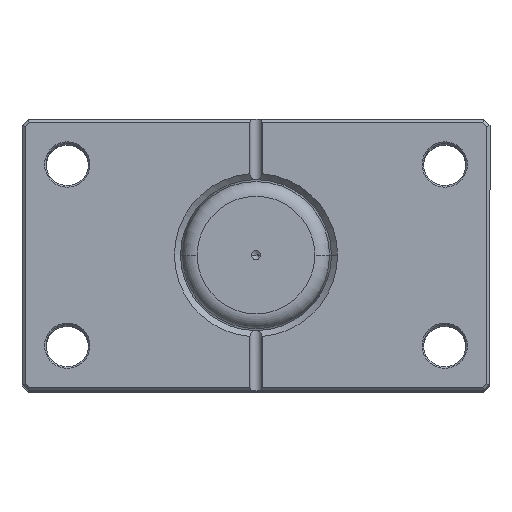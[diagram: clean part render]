
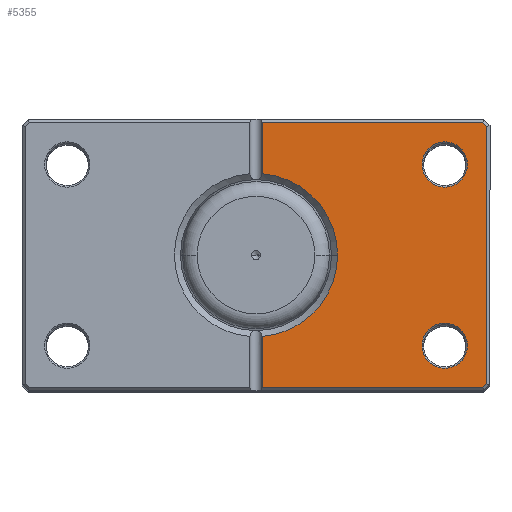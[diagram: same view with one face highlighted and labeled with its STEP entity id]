
A CAD part, top view. The second image highlights one B-rep face of the part: STEP entity #5355.
In plain terms, the highlighted face is planar.
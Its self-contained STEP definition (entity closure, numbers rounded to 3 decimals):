
#12 = AXIS2_PLACEMENT_3D ( 'NONE', #5425, #5448, #5470 ) ;
#29 = AXIS2_PLACEMENT_3D ( 'NONE', #5478, #799, #4061 ) ;
#107 = CARTESIAN_POINT ( 'NONE',  ( -62.5, 30., 0. ) ) ;
#110 = CARTESIAN_POINT ( 'NONE',  ( -62.5, -30., 0. ) ) ;
#127 = VECTOR ( 'NONE', #4461, 1000. ) ;
#169 = CARTESIAN_POINT ( 'NONE',  ( -70., 30., 0. ) ) ;
#210 = EDGE_CURVE ( 'NONE', #3079, #2816, #5137, .T. ) ;
#225 = CARTESIAN_POINT ( 'NONE',  ( -2., 45., 0. ) ) ;
#237 = CARTESIAN_POINT ( 'NONE',  ( -59.543, 59.543, 0. ) ) ;
#315 = DIRECTION ( 'NONE',  ( 0., 0., 1. ) ) ;
#489 = AXIS2_PLACEMENT_3D ( 'NONE', #107, #3374, #592 ) ;
#544 = EDGE_LOOP ( 'NONE', ( #4838, #5711, #5936, #905, #5219, #2944, #3955, #4176, #3190 ) ) ;
#578 = EDGE_CURVE ( 'NONE', #5761, #3588, #4916, .T. ) ;
#592 = DIRECTION ( 'NONE',  ( 1., 0., 0. ) ) ;
#594 = DIRECTION ( 'NONE',  ( 1., 0., 0. ) ) ;
#638 = CIRCLE ( 'NONE', #489, 7.5 ) ;
#688 = EDGE_CURVE ( 'NONE', #778, #2125, #1976, .T. ) ;
#699 = DIRECTION ( 'NONE',  ( 0., -1., 0. ) ) ;
#713 = CARTESIAN_POINT ( 'NONE',  ( -2., -44., 0. ) ) ;
#742 = CARTESIAN_POINT ( 'NONE',  ( -59.543, -59.543, 0. ) ) ;
#778 = VERTEX_POINT ( 'NONE', #2705 ) ;
#799 = DIRECTION ( 'NONE',  ( 0., 0., 1. ) ) ;
#823 = DIRECTION ( 'NONE',  ( 0., 0., 1. ) ) ;
#838 = DIRECTION ( 'NONE',  ( 1., 0., 0. ) ) ;
#905 = ORIENTED_EDGE ( 'NONE', *, *, #4139, .T. ) ;
#944 = EDGE_CURVE ( 'NONE', #1121, #1432, #2192, .T. ) ;
#991 = VERTEX_POINT ( 'NONE', #2162 ) ;
#1007 = VECTOR ( 'NONE', #4557, 1000. ) ;
#1103 = DIRECTION ( 'NONE',  ( 0., 1., 0. ) ) ;
#1121 = VERTEX_POINT ( 'NONE', #1298 ) ;
#1276 = CIRCLE ( 'NONE', #5406, 27. ) ;
#1298 = CARTESIAN_POINT ( 'NONE',  ( -70., -30., 0. ) ) ;
#1432 = VERTEX_POINT ( 'NONE', #6093 ) ;
#1470 = ORIENTED_EDGE ( 'NONE', *, *, #6083, .T. ) ;
#1521 = LINE ( 'NONE', #237, #3850 ) ;
#1601 = AXIS2_PLACEMENT_3D ( 'NONE', #110, #3375, #594 ) ;
#1976 = LINE ( 'NONE', #5471, #5613 ) ;
#2060 = LINE ( 'NONE', #225, #4413 ) ;
#2064 = CARTESIAN_POINT ( 'NONE',  ( -2., 44., 0. ) ) ;
#2125 = VERTEX_POINT ( 'NONE', #2064 ) ;
#2159 = VERTEX_POINT ( 'NONE', #713 ) ;
#2162 = CARTESIAN_POINT ( 'NONE',  ( -2., -26.926, 0. ) ) ;
#2192 = CIRCLE ( 'NONE', #12, 7.5 ) ;
#2279 = ORIENTED_EDGE ( 'NONE', *, *, #5705, .T. ) ;
#2362 = EDGE_CURVE ( 'NONE', #5206, #991, #1276, .T. ) ;
#2385 = LINE ( 'NONE', #5047, #1007 ) ;
#2421 = EDGE_LOOP ( 'NONE', ( #4381, #1470 ) ) ;
#2510 = CARTESIAN_POINT ( 'NONE',  ( 0., -44., 0. ) ) ;
#2529 = ORIENTED_EDGE ( 'NONE', *, *, #578, .T. ) ;
#2531 = FACE_BOUND ( 'NONE', #3544, .T. ) ;
#2569 = VERTEX_POINT ( 'NONE', #5684 ) ;
#2705 = CARTESIAN_POINT ( 'NONE',  ( -75.086, 44., 0. ) ) ;
#2774 = EDGE_CURVE ( 'NONE', #3834, #5206, #3027, .T. ) ;
#2816 = VERTEX_POINT ( 'NONE', #4573 ) ;
#2944 = ORIENTED_EDGE ( 'NONE', *, *, #210, .T. ) ;
#3027 = CIRCLE ( 'NONE', #4130, 27. ) ;
#3079 = VERTEX_POINT ( 'NONE', #3995 ) ;
#3109 = CARTESIAN_POINT ( 'NONE',  ( 0., 0., 0. ) ) ;
#3190 = ORIENTED_EDGE ( 'NONE', *, *, #688, .T. ) ;
#3374 = DIRECTION ( 'NONE',  ( 0., 0., 1. ) ) ;
#3375 = DIRECTION ( 'NONE',  ( 0., 0., 1. ) ) ;
#3415 = CARTESIAN_POINT ( 'NONE',  ( -27., 0., 0. ) ) ;
#3544 = EDGE_LOOP ( 'NONE', ( #2279, #2529 ) ) ;
#3562 = DIRECTION ( 'NONE',  ( 1., 0., 0. ) ) ;
#3588 = VERTEX_POINT ( 'NONE', #169 ) ;
#3591 = EDGE_CURVE ( 'NONE', #2816, #2569, #5480, .T. ) ;
#3603 = CARTESIAN_POINT ( 'NONE',  ( 0., 0., 0. ) ) ;
#3834 = VERTEX_POINT ( 'NONE', #4224 ) ;
#3850 = VECTOR ( 'NONE', #3968, 1000. ) ;
#3877 = CARTESIAN_POINT ( 'NONE',  ( -76.5, 0., 0. ) ) ;
#3911 = CARTESIAN_POINT ( 'NONE',  ( -62.5, 30., 0. ) ) ;
#3955 = ORIENTED_EDGE ( 'NONE', *, *, #3591, .T. ) ;
#3968 = DIRECTION ( 'NONE',  ( 0.707, 0.707, 0. ) ) ;
#3986 = DIRECTION ( 'NONE',  ( 0., 0., 1. ) ) ;
#3995 = CARTESIAN_POINT ( 'NONE',  ( -75.086, -44., 0. ) ) ;
#4033 = DIRECTION ( 'NONE',  ( 1., 0., 0. ) ) ;
#4041 = PLANE ( 'NONE',  #29 ) ;
#4061 = DIRECTION ( 'NONE',  ( 1., 0., 0. ) ) ;
#4082 = DIRECTION ( 'NONE',  ( 1., 0., 0. ) ) ;
#4130 = AXIS2_PLACEMENT_3D ( 'NONE', #3603, #823, #4082 ) ;
#4139 = EDGE_CURVE ( 'NONE', #991, #2159, #2060, .T. ) ;
#4170 = CIRCLE ( 'NONE', #1601, 7.5 ) ;
#4176 = ORIENTED_EDGE ( 'NONE', *, *, #4701, .T. ) ;
#4224 = CARTESIAN_POINT ( 'NONE',  ( -2., 26.926, 0. ) ) ;
#4338 = CARTESIAN_POINT ( 'NONE',  ( -55., 30., 0. ) ) ;
#4381 = ORIENTED_EDGE ( 'NONE', *, *, #944, .T. ) ;
#4413 = VECTOR ( 'NONE', #699, 1000. ) ;
#4461 = DIRECTION ( 'NONE',  ( -0.707, 0.707, 0. ) ) ;
#4557 = DIRECTION ( 'NONE',  ( 0., -1., 0. ) ) ;
#4573 = CARTESIAN_POINT ( 'NONE',  ( -76.5, -42.586, 0. ) ) ;
#4612 = EDGE_CURVE ( 'NONE', #2159, #3079, #5739, .T. ) ;
#4701 = EDGE_CURVE ( 'NONE', #2569, #778, #1521, .T. ) ;
#4838 = ORIENTED_EDGE ( 'NONE', *, *, #5402, .T. ) ;
#4916 = CIRCLE ( 'NONE', #5384, 7.5 ) ;
#5047 = CARTESIAN_POINT ( 'NONE',  ( -2., 45., 0. ) ) ;
#5060 = FACE_OUTER_BOUND ( 'NONE', #544, .T. ) ;
#5137 = LINE ( 'NONE', #742, #127 ) ;
#5182 = VECTOR ( 'NONE', #1103, 1000. ) ;
#5203 = FACE_BOUND ( 'NONE', #2421, .T. ) ;
#5206 = VERTEX_POINT ( 'NONE', #3415 ) ;
#5219 = ORIENTED_EDGE ( 'NONE', *, *, #4612, .T. ) ;
#5355 = ADVANCED_FACE ( 'NONE', ( #5203, #2531, #5060 ), #4041, .F. ) ;
#5384 = AXIS2_PLACEMENT_3D ( 'NONE', #3911, #3986, #4033 ) ;
#5402 = EDGE_CURVE ( 'NONE', #2125, #3834, #2385, .T. ) ;
#5406 = AXIS2_PLACEMENT_3D ( 'NONE', #3109, #315, #3562 ) ;
#5425 = CARTESIAN_POINT ( 'NONE',  ( -62.5, -30., 0. ) ) ;
#5448 = DIRECTION ( 'NONE',  ( 0., 0., 1. ) ) ;
#5470 = DIRECTION ( 'NONE',  ( 1., 0., 0. ) ) ;
#5471 = CARTESIAN_POINT ( 'NONE',  ( 0., 44., 0. ) ) ;
#5478 = CARTESIAN_POINT ( 'NONE',  ( 0., 0., 0. ) ) ;
#5480 = LINE ( 'NONE', #3877, #5182 ) ;
#5605 = VECTOR ( 'NONE', #5833, 1000. ) ;
#5613 = VECTOR ( 'NONE', #838, 1000. ) ;
#5684 = CARTESIAN_POINT ( 'NONE',  ( -76.5, 42.586, 0. ) ) ;
#5705 = EDGE_CURVE ( 'NONE', #3588, #5761, #638, .T. ) ;
#5711 = ORIENTED_EDGE ( 'NONE', *, *, #2774, .T. ) ;
#5739 = LINE ( 'NONE', #2510, #5605 ) ;
#5761 = VERTEX_POINT ( 'NONE', #4338 ) ;
#5833 = DIRECTION ( 'NONE',  ( -1., 0., 0. ) ) ;
#5936 = ORIENTED_EDGE ( 'NONE', *, *, #2362, .T. ) ;
#6083 = EDGE_CURVE ( 'NONE', #1432, #1121, #4170, .T. ) ;
#6093 = CARTESIAN_POINT ( 'NONE',  ( -55., -30., 0. ) ) ;
